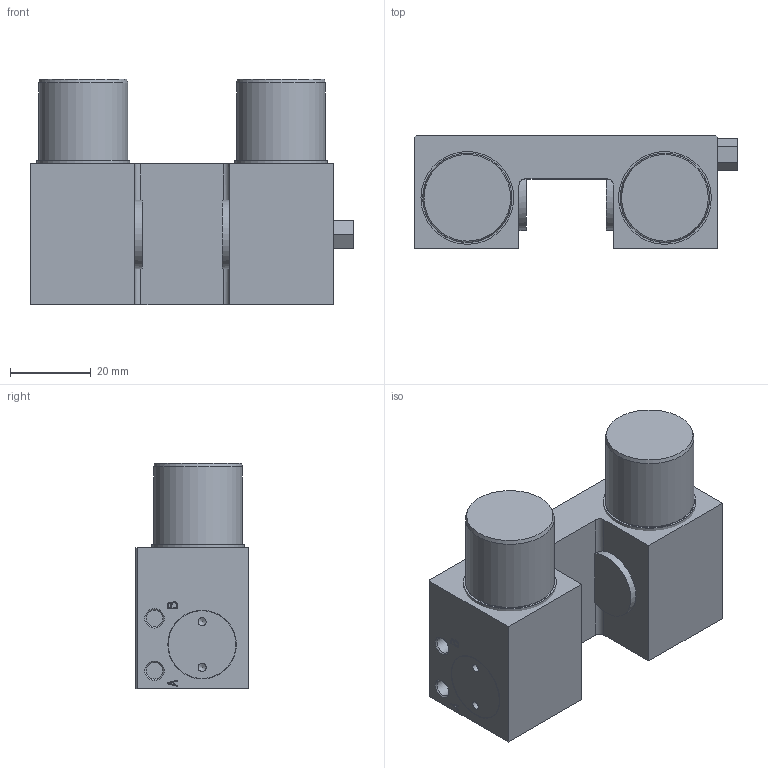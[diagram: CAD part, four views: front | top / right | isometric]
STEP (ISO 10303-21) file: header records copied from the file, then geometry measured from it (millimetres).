
FILE_DESCRIPTION( ( 'STEP AP203' ), '1' );
FILE_NAME( 'MKS2514D-CPCHRC(HRU)-HRC-FL-25.stp', '2021-04-16T07:22:47', ( 'License CC BY-ND 4.0' ), ( 'CADENAS' ), ' ', 'PARTsolutions', ' ' );
FILE_SCHEMA( ( 'CONFIG_CONTROL_DESIGN' ) );
Length unit declared in the file: millimetre
Products named in the file (4): MKS2514D-CPCHRC(HRU)-HRC-FL-25; _Gehaeuse_MKS 2514D 80.07; _Luftfilter 5 7; _Deckel MKS 22
Assembly tree (4 placements, depth 2):
  MKS2514D-CPCHRC(HRU)-HRC-FL-25
    _Gehaeuse_MKS 2514D 80.07
    _Luftfilter 5 7
    _Deckel MKS 22  x2
Bounding box: 80.1 x 28 x 56 mm (x, y, z)
Volume: 66414.7 mm3; surface area: 20074 mm2
Topology: 4 solids, 4 shells, 164 faces, 370 edges, 244 vertices
Faces by surface type: plane 96, cylinder 44, cone 22, torus 2
Full cylindrical faces by diameter (mm): 2 x8, 4.134 x4, 4.917 x4, 16.8 x2, 17 x2, 18 x2, 21.8 x2, 22 x4, 23 x2
Entity records: 4099 total; most frequent: CARTESIAN_POINT 714, DIRECTION 684, ORIENTED_EDGE 564, EDGE_CURVE 282, AXIS2_PLACEMENT_3D 248, EDGE_LOOP 228, VERTEX_POINT 218, LINE 188
